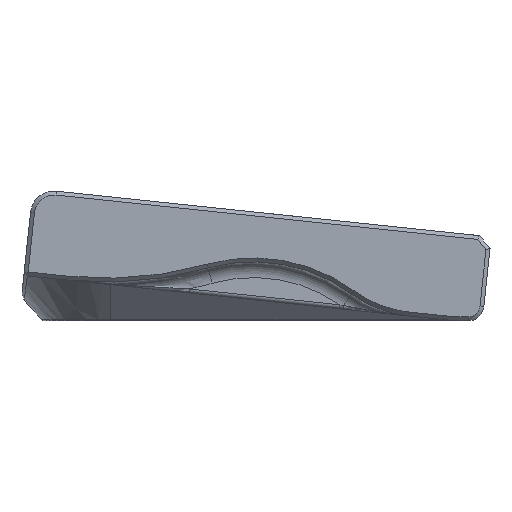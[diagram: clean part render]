
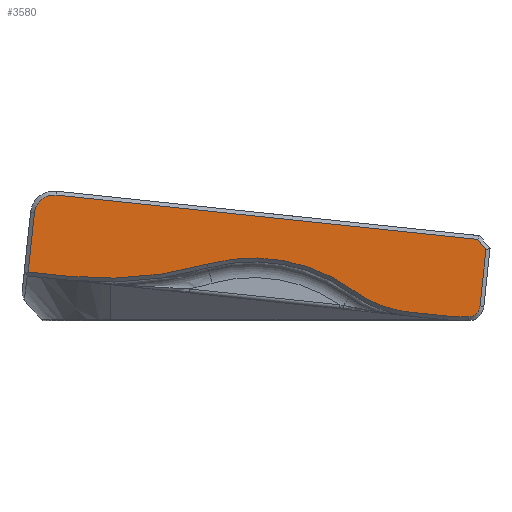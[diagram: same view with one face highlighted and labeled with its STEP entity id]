
A CAD part, left-side view. The second image highlights one B-rep face of the part: STEP entity #3580.
In plain terms, the highlighted planar face has unit normal (-1, 0, 0).
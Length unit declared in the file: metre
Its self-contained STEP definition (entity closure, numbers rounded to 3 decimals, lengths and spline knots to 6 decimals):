
#77=PLANE('',#3821);
#197=LINE('',#5759,#518);
#200=LINE('',#5764,#521);
#202=LINE('',#5777,#523);
#203=LINE('',#5783,#524);
#204=LINE('',#5785,#525);
#205=LINE('',#5787,#526);
#518=VECTOR('',#4290,0.01);
#521=VECTOR('',#4295,0.01);
#523=VECTOR('',#4311,0.01);
#524=VECTOR('',#4316,0.01);
#525=VECTOR('',#4317,0.01);
#526=VECTOR('',#4318,0.01);
#908=FACE_OUTER_BOUND('',#1126,.T.);
#1126=EDGE_LOOP('',(#2581,#2582,#2583,#2584,#2585,#2586,#2587,#2588,#2589,
#2590,#2591,#2592));
#1395=CIRCLE('',#3818,0.094);
#1397=CIRCLE('',#3822,0.0435);
#1398=CIRCLE('',#3823,0.029);
#1399=CIRCLE('',#3824,0.059);
#1400=CIRCLE('',#3825,0.003);
#1401=CIRCLE('',#3826,0.005);
#1615=VERTEX_POINT('',#5756);
#1616=VERTEX_POINT('',#5758);
#1617=VERTEX_POINT('',#5762);
#1618=VERTEX_POINT('',#5766);
#1619=VERTEX_POINT('',#5772);
#1620=VERTEX_POINT('',#5774);
#1621=VERTEX_POINT('',#5776);
#1622=VERTEX_POINT('',#5778);
#1623=VERTEX_POINT('',#5780);
#1624=VERTEX_POINT('',#5782);
#1625=VERTEX_POINT('',#5784);
#1626=VERTEX_POINT('',#5786);
#1983=EDGE_CURVE('',#1615,#1616,#197,.T.);
#1986=EDGE_CURVE('',#1617,#1615,#200,.T.);
#1988=EDGE_CURVE('',#1618,#1617,#1395,.T.);
#1990=EDGE_CURVE('',#1619,#1618,#1397,.T.);
#1991=EDGE_CURVE('',#1620,#1619,#1398,.T.);
#1992=EDGE_CURVE('',#1621,#1620,#202,.T.);
#1993=EDGE_CURVE('',#1622,#1621,#1399,.T.);
#1994=EDGE_CURVE('',#1623,#1622,#1400,.T.);
#1995=EDGE_CURVE('',#1624,#1623,#203,.T.);
#1996=EDGE_CURVE('',#1625,#1624,#204,.T.);
#1997=EDGE_CURVE('',#1626,#1625,#205,.T.);
#1998=EDGE_CURVE('',#1616,#1626,#1401,.T.);
#2581=ORIENTED_EDGE('',*,*,#1988,.F.);
#2582=ORIENTED_EDGE('',*,*,#1990,.F.);
#2583=ORIENTED_EDGE('',*,*,#1991,.F.);
#2584=ORIENTED_EDGE('',*,*,#1992,.F.);
#2585=ORIENTED_EDGE('',*,*,#1993,.F.);
#2586=ORIENTED_EDGE('',*,*,#1994,.F.);
#2587=ORIENTED_EDGE('',*,*,#1995,.F.);
#2588=ORIENTED_EDGE('',*,*,#1996,.F.);
#2589=ORIENTED_EDGE('',*,*,#1997,.F.);
#2590=ORIENTED_EDGE('',*,*,#1998,.F.);
#2591=ORIENTED_EDGE('',*,*,#1983,.F.);
#2592=ORIENTED_EDGE('',*,*,#1986,.F.);
#3580=ADVANCED_FACE('',(#908),#77,.T.);
#3818=AXIS2_PLACEMENT_3D('',#5768,#4299,#4300);
#3821=AXIS2_PLACEMENT_3D('',#5771,#4305,#4306);
#3822=AXIS2_PLACEMENT_3D('',#5773,#4307,#4308);
#3823=AXIS2_PLACEMENT_3D('',#5775,#4309,#4310);
#3824=AXIS2_PLACEMENT_3D('',#5779,#4312,#4313);
#3825=AXIS2_PLACEMENT_3D('',#5781,#4314,#4315);
#3826=AXIS2_PLACEMENT_3D('',#5788,#4319,#4320);
#4290=DIRECTION('',(0.,-0.105,0.995));
#4295=DIRECTION('',(0.,0.995,0.105));
#4299=DIRECTION('center_axis',(1.,0.,0.));
#4300=DIRECTION('ref_axis',(0.,-0.085,-0.996));
#4305=DIRECTION('center_axis',(-1.,0.,0.));
#4306=DIRECTION('ref_axis',(0.,-0.105,0.995));
#4307=DIRECTION('center_axis',(-1.,0.,0.));
#4308=DIRECTION('ref_axis',(0.,-0.105,0.995));
#4309=DIRECTION('center_axis',(1.,0.,0.));
#4310=DIRECTION('ref_axis',(0.,0.359,-0.933));
#4311=DIRECTION('',(0.,0.995,0.105));
#4312=DIRECTION('center_axis',(1.,0.,0.));
#4313=DIRECTION('ref_axis',(0.,0.052,-0.999));
#4314=DIRECTION('center_axis',(1.,0.,0.));
#4315=DIRECTION('ref_axis',(0.,-0.67,-0.742));
#4316=DIRECTION('',(0.,0.105,-0.995));
#4317=DIRECTION('',(0.,-0.629,-0.777));
#4318=DIRECTION('',(0.,-0.995,-0.105));
#4319=DIRECTION('center_axis',(1.,0.,0.));
#4320=DIRECTION('ref_axis',(0.,0.995,0.105));
#5756=CARTESIAN_POINT('',(-0.15585,0.061237,0.013242));
#5758=CARTESIAN_POINT('',(-0.15585,0.059648,0.028359));
#5759=CARTESIAN_POINT('',(-0.15585,0.061376,0.011913));
#5762=CARTESIAN_POINT('',(-0.15585,0.051155,0.012182));
#5764=CARTESIAN_POINT('',(-0.15585,-0.129764,-0.006833));
#5766=CARTESIAN_POINT('',(-0.15585,0.015806,0.015199));
#5768=CARTESIAN_POINT('Origin',(-0.15585,0.04133,0.105667));
#5771=CARTESIAN_POINT('Origin',(-0.15585,0.001396,-0.001945));
#5772=CARTESIAN_POINT('',(-0.15585,-0.021652,0.008469));
#5773=CARTESIAN_POINT('Origin',(-0.15585,0.003995,-0.026667));
#5774=CARTESIAN_POINT('',(-0.15585,-0.035718,0.003051));
#5775=CARTESIAN_POINT('Origin',(-0.15585,-0.038749,0.031893));
#5776=CARTESIAN_POINT('',(-0.15585,-0.044394,0.00214));
#5777=CARTESIAN_POINT('',(-0.15585,-0.129764,-0.006833));
#5778=CARTESIAN_POINT('',(-0.15585,-0.050703,0.001817));
#5779=CARTESIAN_POINT('Origin',(-0.15585,-0.050562,0.060816));
#5780=CARTESIAN_POINT('',(-0.15585,-0.05368,0.004503));
#5781=CARTESIAN_POINT('Origin',(-0.15585,-0.050696,0.004817));
#5782=CARTESIAN_POINT('',(-0.15585,-0.055192,0.018889));
#5783=CARTESIAN_POINT('',(-0.15585,-0.053495,0.002751));
#5784=CARTESIAN_POINT('',(-0.15585,-0.053043,0.021542));
#5785=CARTESIAN_POINT('',(-0.15585,-0.048543,0.027098));
#5786=CARTESIAN_POINT('',(-0.15585,0.054152,0.032809));
#5787=CARTESIAN_POINT('',(-0.15585,-0.027299,0.024248));
#5788=CARTESIAN_POINT('Origin',(-0.15585,0.054675,0.027836));
